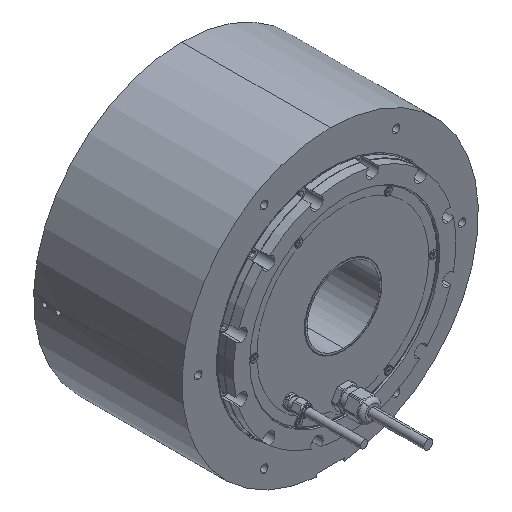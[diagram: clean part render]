
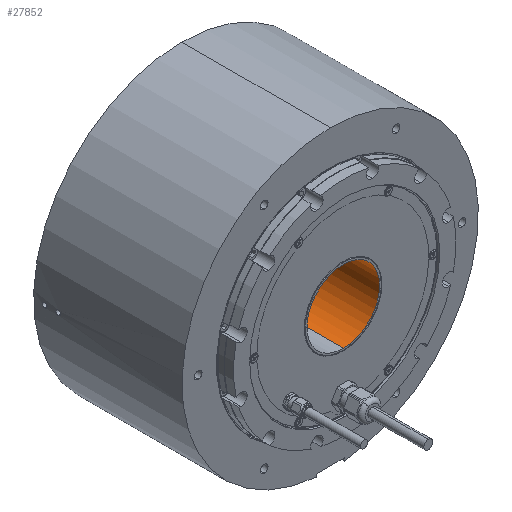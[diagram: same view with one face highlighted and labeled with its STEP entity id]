
A CAD part, isometric view. The second image highlights one B-rep face of the part: STEP entity #27852.
In plain terms, the highlighted cylindrical face has radius 32.5 mm (diameter 65 mm), a partial arc.
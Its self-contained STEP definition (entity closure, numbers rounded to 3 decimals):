
#27852 = ADVANCED_FACE ( 'NONE', ( #47270 ), #47046, .F. ) ;
#27883 = EDGE_LOOP ( 'NONE', ( #28666, #27926, #27967, #27970 ) ) ;
#27889 = EDGE_CURVE ( 'NONE', #27975, #27934, #47671, .T. ) ;
#27925 = EDGE_CURVE ( 'NONE', #27934, #27969, #47813, .T. ) ;
#27926 = ORIENTED_EDGE ( 'NONE', *, *, #27928, .T. ) ;
#27928 = EDGE_CURVE ( 'NONE', #27972, #27969, #47866, .T. ) ;
#27934 = VERTEX_POINT ( 'NONE', #47809 ) ;
#27967 = ORIENTED_EDGE ( 'NONE', *, *, #27925, .F. ) ;
#27969 = VERTEX_POINT ( 'NONE', #48040 ) ;
#27970 = ORIENTED_EDGE ( 'NONE', *, *, #27889, .F. ) ;
#27972 = VERTEX_POINT ( 'NONE', #48041 ) ;
#27974 = EDGE_CURVE ( 'NONE', #27972, #27975, #48031, .T. ) ;
#27975 = VERTEX_POINT ( 'NONE', #48028 ) ;
#28666 = ORIENTED_EDGE ( 'NONE', *, *, #27974, .F. ) ;
#47012 = AXIS2_PLACEMENT_3D ( 'NONE', #47048, #47034, #47033 ) ;
#47033 = DIRECTION ( 'NONE',  ( 0., 0., -1. ) ) ;
#47034 = DIRECTION ( 'NONE',  ( 0., 1., 0. ) ) ;
#47046 = CYLINDRICAL_SURFACE ( 'NONE', #47012, 32.5 ) ;
#47048 = CARTESIAN_POINT ( 'NONE',  ( 0., -144.4, 0. ) ) ;
#47270 = FACE_OUTER_BOUND ( 'NONE', #27883, .T. ) ;
#47671 = LINE ( 'NONE', #47722, #47721 ) ;
#47720 = DIRECTION ( 'NONE',  ( 0., 1., 0. ) ) ;
#47721 = VECTOR ( 'NONE', #47720, 1000. ) ;
#47722 = CARTESIAN_POINT ( 'NONE',  ( 0., -144.4, -32.5 ) ) ;
#47787 = AXIS2_PLACEMENT_3D ( 'NONE', #47865, #47864, #47863 ) ;
#47809 = CARTESIAN_POINT ( 'NONE',  ( 0., 4.6, -32.5 ) ) ;
#47813 = CIRCLE ( 'NONE', #47787, 32.5 ) ;
#47855 = DIRECTION ( 'NONE',  ( 0., 1., 0. ) ) ;
#47856 = VECTOR ( 'NONE', #47855, 1000. ) ;
#47858 = CARTESIAN_POINT ( 'NONE',  ( 0., -144.4, 32.5 ) ) ;
#47863 = DIRECTION ( 'NONE',  ( 0., 0., -1. ) ) ;
#47864 = DIRECTION ( 'NONE',  ( 0., -1., 0. ) ) ;
#47865 = CARTESIAN_POINT ( 'NONE',  ( 0., 4.6, 0. ) ) ;
#47866 = LINE ( 'NONE', #47858, #47856 ) ;
#48023 = DIRECTION ( 'NONE',  ( 0., 0., -1. ) ) ;
#48024 = DIRECTION ( 'NONE',  ( 0., 1., 0. ) ) ;
#48025 = AXIS2_PLACEMENT_3D ( 'NONE', #48038, #48024, #48023 ) ;
#48028 = CARTESIAN_POINT ( 'NONE',  ( 0., -144.4, -32.5 ) ) ;
#48031 = CIRCLE ( 'NONE', #48025, 32.5 ) ;
#48038 = CARTESIAN_POINT ( 'NONE',  ( 0., -144.4, 0. ) ) ;
#48040 = CARTESIAN_POINT ( 'NONE',  ( 0., 4.6, 32.5 ) ) ;
#48041 = CARTESIAN_POINT ( 'NONE',  ( 0., -144.4, 32.5 ) ) ;
